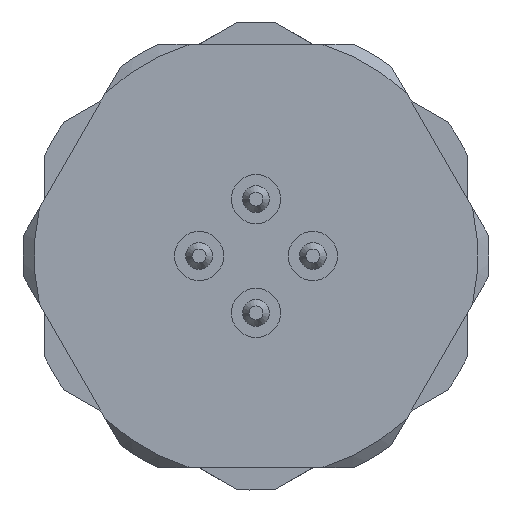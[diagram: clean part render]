
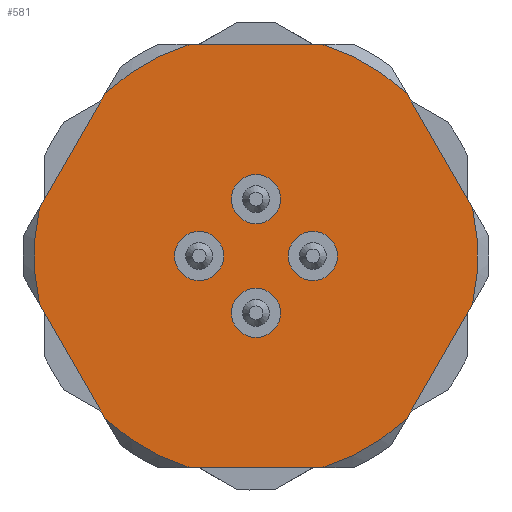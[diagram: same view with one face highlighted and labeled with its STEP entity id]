
A CAD part, front view. The second image highlights one B-rep face of the part: STEP entity #581.
In plain terms, the highlighted planar face has unit normal (0, -1, 0).
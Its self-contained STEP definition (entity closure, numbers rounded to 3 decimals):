
#273=FACE_BOUND('',#1013,.T.);
#274=FACE_BOUND('',#1014,.T.);
#275=FACE_BOUND('',#1015,.T.);
#276=FACE_BOUND('',#1016,.T.);
#277=FACE_BOUND('',#1017,.T.);
#445=CIRCLE('',#3418,9.95);
#446=CIRCLE('',#3419,9.95);
#447=CIRCLE('',#3420,9.95);
#448=CIRCLE('',#3421,9.95);
#449=CIRCLE('',#3422,9.95);
#450=CIRCLE('',#3423,9.95);
#451=CIRCLE('',#3424,1.1);
#452=CIRCLE('',#3425,1.1);
#453=CIRCLE('',#3426,1.1);
#454=CIRCLE('',#3427,1.1);
#581=ADVANCED_FACE('',(#273,#274,#275,#276,#277),#778,.F.);
#778=PLANE('',#3428);
#1013=EDGE_LOOP('',(#1294,#1295,#1296,#1297,#1298,#1299,#1300,#1301,#1302,
#1303,#1304,#1305));
#1014=EDGE_LOOP('',(#1306));
#1015=EDGE_LOOP('',(#1307));
#1016=EDGE_LOOP('',(#1308));
#1017=EDGE_LOOP('',(#1309));
#1294=ORIENTED_EDGE('',*,*,#2555,.F.);
#1295=ORIENTED_EDGE('',*,*,#2556,.F.);
#1296=ORIENTED_EDGE('',*,*,#2557,.F.);
#1297=ORIENTED_EDGE('',*,*,#2558,.F.);
#1298=ORIENTED_EDGE('',*,*,#2559,.F.);
#1299=ORIENTED_EDGE('',*,*,#2560,.F.);
#1300=ORIENTED_EDGE('',*,*,#2561,.F.);
#1301=ORIENTED_EDGE('',*,*,#2562,.F.);
#1302=ORIENTED_EDGE('',*,*,#2563,.F.);
#1303=ORIENTED_EDGE('',*,*,#2564,.F.);
#1304=ORIENTED_EDGE('',*,*,#2565,.F.);
#1305=ORIENTED_EDGE('',*,*,#2566,.F.);
#1306=ORIENTED_EDGE('',*,*,#2567,.F.);
#1307=ORIENTED_EDGE('',*,*,#2568,.F.);
#1308=ORIENTED_EDGE('',*,*,#2569,.F.);
#1309=ORIENTED_EDGE('',*,*,#2570,.F.);
#2222=VERTEX_POINT('',#4604);
#2223=VERTEX_POINT('',#4605);
#2224=VERTEX_POINT('',#4607);
#2225=VERTEX_POINT('',#4609);
#2226=VERTEX_POINT('',#4611);
#2227=VERTEX_POINT('',#4613);
#2228=VERTEX_POINT('',#4615);
#2229=VERTEX_POINT('',#4617);
#2230=VERTEX_POINT('',#4619);
#2231=VERTEX_POINT('',#4621);
#2232=VERTEX_POINT('',#4623);
#2233=VERTEX_POINT('',#4625);
#2234=VERTEX_POINT('',#4628);
#2235=VERTEX_POINT('',#4630);
#2236=VERTEX_POINT('',#4632);
#2237=VERTEX_POINT('',#4634);
#2555=EDGE_CURVE('',#2222,#2223,#3019,.T.);
#2556=EDGE_CURVE('',#2224,#2222,#445,.T.);
#2557=EDGE_CURVE('',#2225,#2224,#3020,.T.);
#2558=EDGE_CURVE('',#2226,#2225,#446,.T.);
#2559=EDGE_CURVE('',#2227,#2226,#3021,.T.);
#2560=EDGE_CURVE('',#2228,#2227,#447,.T.);
#2561=EDGE_CURVE('',#2229,#2228,#3022,.T.);
#2562=EDGE_CURVE('',#2230,#2229,#448,.T.);
#2563=EDGE_CURVE('',#2231,#2230,#3023,.T.);
#2564=EDGE_CURVE('',#2232,#2231,#449,.T.);
#2565=EDGE_CURVE('',#2233,#2232,#3024,.T.);
#2566=EDGE_CURVE('',#2223,#2233,#450,.T.);
#2567=EDGE_CURVE('',#2234,#2234,#451,.T.);
#2568=EDGE_CURVE('',#2235,#2235,#452,.T.);
#2569=EDGE_CURVE('',#2236,#2236,#453,.T.);
#2570=EDGE_CURVE('',#2237,#2237,#454,.T.);
#3019=LINE('',#4603,#3206);
#3020=LINE('',#4608,#3207);
#3021=LINE('',#4612,#3208);
#3022=LINE('',#4616,#3209);
#3023=LINE('',#4620,#3210);
#3024=LINE('',#4624,#3211);
#3206=VECTOR('',#3761,1.);
#3207=VECTOR('',#3764,1.);
#3208=VECTOR('',#3767,1.);
#3209=VECTOR('',#3770,1.);
#3210=VECTOR('',#3773,1.);
#3211=VECTOR('',#3776,1.);
#3418=AXIS2_PLACEMENT_3D('',#4606,#3762,#3763);
#3419=AXIS2_PLACEMENT_3D('',#4610,#3765,#3766);
#3420=AXIS2_PLACEMENT_3D('',#4614,#3768,#3769);
#3421=AXIS2_PLACEMENT_3D('',#4618,#3771,#3772);
#3422=AXIS2_PLACEMENT_3D('',#4622,#3774,#3775);
#3423=AXIS2_PLACEMENT_3D('',#4626,#3777,#3778);
#3424=AXIS2_PLACEMENT_3D('',#4627,#3779,#3780);
#3425=AXIS2_PLACEMENT_3D('',#4629,#3781,#3782);
#3426=AXIS2_PLACEMENT_3D('',#4631,#3783,#3784);
#3427=AXIS2_PLACEMENT_3D('',#4633,#3785,#3786);
#3428=AXIS2_PLACEMENT_3D('',#4635,#3787,#3788);
#3761=DIRECTION('',(1.,0.,0.));
#3762=DIRECTION('',(0.,1.,0.));
#3763=DIRECTION('',(0.,0.,1.));
#3764=DIRECTION('',(0.5,0.,0.866));
#3765=DIRECTION('',(0.,1.,0.));
#3766=DIRECTION('',(0.,0.,1.));
#3767=DIRECTION('',(-0.5,0.,0.866));
#3768=DIRECTION('',(0.,1.,0.));
#3769=DIRECTION('',(0.,0.,1.));
#3770=DIRECTION('',(-1.,0.,0.));
#3771=DIRECTION('',(0.,1.,0.));
#3772=DIRECTION('',(0.,0.,1.));
#3773=DIRECTION('',(-0.5,0.,-0.866));
#3774=DIRECTION('',(0.,1.,0.));
#3775=DIRECTION('',(0.,0.,1.));
#3776=DIRECTION('',(0.5,0.,-0.866));
#3777=DIRECTION('',(0.,1.,0.));
#3778=DIRECTION('',(0.,0.,1.));
#3779=DIRECTION('',(0.,-1.,0.));
#3780=DIRECTION('',(0.,0.,1.));
#3781=DIRECTION('',(0.,-1.,0.));
#3782=DIRECTION('',(0.,0.,1.));
#3783=DIRECTION('',(0.,-1.,0.));
#3784=DIRECTION('',(0.,0.,1.));
#3785=DIRECTION('',(0.,-1.,0.));
#3786=DIRECTION('',(0.,0.,1.));
#3787=DIRECTION('',(0.,1.,0.));
#3788=DIRECTION('',(0.,0.,1.));
#4603=CARTESIAN_POINT('',(44.515,50.,9.5));
#4604=CARTESIAN_POINT('',(47.042,50.,9.5));
#4605=CARTESIAN_POINT('',(52.958,50.,9.5));
#4606=CARTESIAN_POINT('',(50.,50.,0.));
#4607=CARTESIAN_POINT('',(43.252,50.,7.312));
#4608=CARTESIAN_POINT('',(39.03,50.,0.));
#4609=CARTESIAN_POINT('',(40.294,50.,2.188));
#4610=CARTESIAN_POINT('',(50.,50.,0.));
#4611=CARTESIAN_POINT('',(40.294,50.,-2.188));
#4612=CARTESIAN_POINT('',(44.515,50.,-9.5));
#4613=CARTESIAN_POINT('',(43.252,50.,-7.312));
#4614=CARTESIAN_POINT('',(50.,50.,0.));
#4615=CARTESIAN_POINT('',(47.042,50.,-9.5));
#4616=CARTESIAN_POINT('',(55.485,50.,-9.5));
#4617=CARTESIAN_POINT('',(52.958,50.,-9.5));
#4618=CARTESIAN_POINT('',(50.,50.,0.));
#4619=CARTESIAN_POINT('',(56.748,50.,-7.312));
#4620=CARTESIAN_POINT('',(60.97,50.,0.));
#4621=CARTESIAN_POINT('',(59.706,50.,-2.188));
#4622=CARTESIAN_POINT('',(50.,50.,0.));
#4623=CARTESIAN_POINT('',(59.706,50.,2.188));
#4624=CARTESIAN_POINT('',(55.485,50.,9.5));
#4625=CARTESIAN_POINT('',(56.748,50.,7.312));
#4626=CARTESIAN_POINT('',(50.,50.,0.));
#4627=CARTESIAN_POINT('',(47.45,50.,0.));
#4628=CARTESIAN_POINT('',(47.45,50.,1.1));
#4629=CARTESIAN_POINT('',(52.55,50.,0.));
#4630=CARTESIAN_POINT('',(52.55,50.,1.1));
#4631=CARTESIAN_POINT('',(50.,50.,-2.55));
#4632=CARTESIAN_POINT('',(50.,50.,-1.45));
#4633=CARTESIAN_POINT('',(50.,50.,2.55));
#4634=CARTESIAN_POINT('',(50.,50.,3.65));
#4635=CARTESIAN_POINT('',(60.45,50.,0.));
